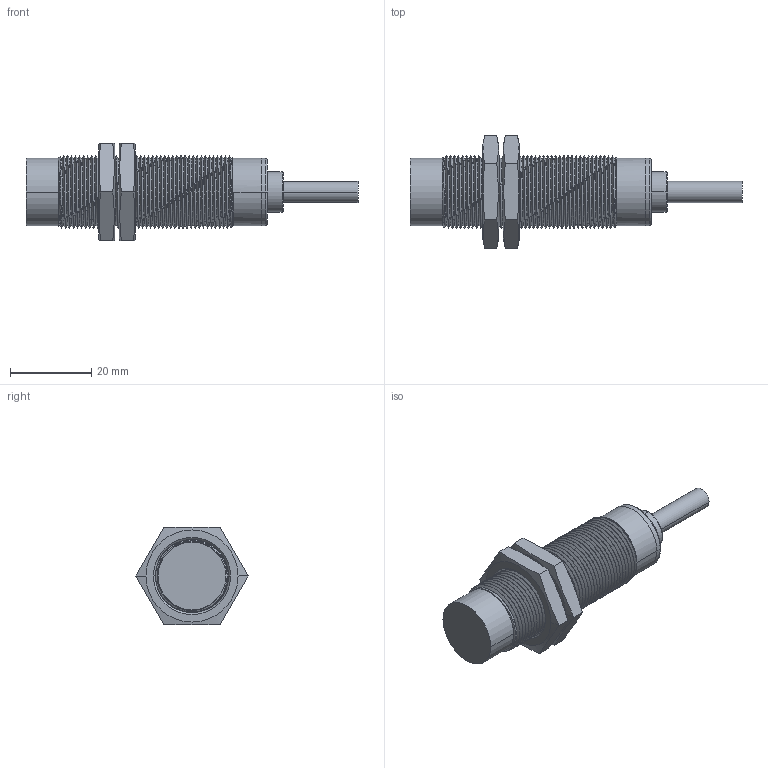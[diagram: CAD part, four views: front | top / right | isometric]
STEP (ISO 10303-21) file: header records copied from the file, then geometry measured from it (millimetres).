
FILE_DESCRIPTION((''),'2;1');
FILE_NAME('LR18XBN-W_ASM','2019-03-06T',('jingbian'),(''),'CREO PARAMETRIC BY PTC INC, 2016260','CREO PARAMETRIC BY PTC INC, 2016260','');
FILE_SCHEMA(('CONFIG_CONTROL_DESIGN'));
Length unit declared in the file: millimetre
Products named in the file (6): M18T___; QIANSAI____; LM_; HOUSAI; XIANG___; LR18XBN-W_ASM
Assembly tree (6 placements, depth 2):
  LR18XBN-W_ASM
    M18T___
    QIANSAI____
    LM_  x2
    HOUSAI
    XIANG___
Bounding box: 81.94 x 27.71 x 24 mm (x, y, z)
Volume: 8481.7 mm3; surface area: 12604.2 mm2
Topology: 6 solids, 6 shells, 226 faces, 575 edges, 371 vertices
Faces by surface type: cylinder 120, plane 36, bspline 36, cone 28, torus 6
Entity records: 22425 total; most frequent: CARTESIAN_POINT 17759, ORIENTED_EDGE 1054, DIRECTION 760, EDGE_CURVE 527, VERTEX_POINT 339, AXIS2_PLACEMENT_3D 298, B_SPLINE_CURVE_WITH_KNOTS 249, EDGE_LOOP 224
